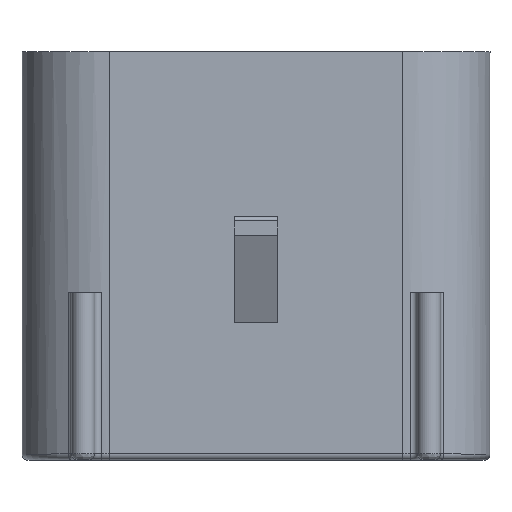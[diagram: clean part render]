
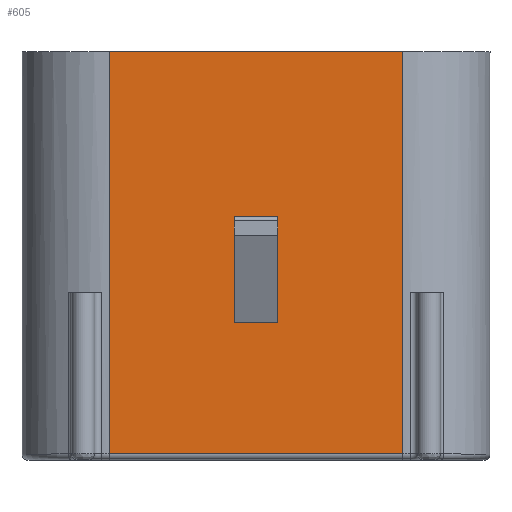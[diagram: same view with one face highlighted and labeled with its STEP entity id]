
A CAD part, top view. The second image highlights one B-rep face of the part: STEP entity #605.
In plain terms, the highlighted planar face has unit normal (0, 0, 1).
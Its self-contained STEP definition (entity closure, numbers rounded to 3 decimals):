
#389=FACE_BOUND('',#1303,.T.);
#390=FACE_BOUND('',#1304,.T.);
#605=ADVANCED_FACE('',(#389,#390),#882,.T.);
#882=PLANE('',#5227);
#1303=EDGE_LOOP('',(#1779,#1780,#1781,#1782));
#1304=EDGE_LOOP('',(#1783,#1784,#1785,#1786));
#1779=ORIENTED_EDGE('',*,*,#3742,.T.);
#1780=ORIENTED_EDGE('',*,*,#3743,.F.);
#1781=ORIENTED_EDGE('',*,*,#3731,.T.);
#1782=ORIENTED_EDGE('',*,*,#3744,.T.);
#1783=ORIENTED_EDGE('',*,*,#3745,.T.);
#1784=ORIENTED_EDGE('',*,*,#3746,.F.);
#1785=ORIENTED_EDGE('',*,*,#3747,.F.);
#1786=ORIENTED_EDGE('',*,*,#3748,.F.);
#3229=VERTEX_POINT('',#7697);
#3230=VERTEX_POINT('',#7698);
#3239=VERTEX_POINT('',#7720);
#3240=VERTEX_POINT('',#7721);
#3241=VERTEX_POINT('',#7725);
#3242=VERTEX_POINT('',#7726);
#3243=VERTEX_POINT('',#7728);
#3244=VERTEX_POINT('',#7730);
#3731=EDGE_CURVE('',#3229,#3230,#4390,.T.);
#3742=EDGE_CURVE('',#3239,#3240,#4397,.T.);
#3743=EDGE_CURVE('',#3229,#3240,#4398,.T.);
#3744=EDGE_CURVE('',#3230,#3239,#4399,.T.);
#3745=EDGE_CURVE('',#3241,#3242,#4400,.T.);
#3746=EDGE_CURVE('',#3243,#3242,#4401,.T.);
#3747=EDGE_CURVE('',#3244,#3243,#4402,.T.);
#3748=EDGE_CURVE('',#3241,#3244,#4403,.T.);
#4390=LINE('',#7696,#4807);
#4397=LINE('',#7719,#4814);
#4398=LINE('',#7722,#4815);
#4399=LINE('',#7723,#4816);
#4400=LINE('',#7724,#4817);
#4401=LINE('',#7727,#4818);
#4402=LINE('',#7729,#4819);
#4403=LINE('',#7731,#4820);
#4807=VECTOR('',#5988,1.);
#4814=VECTOR('',#6007,1.);
#4815=VECTOR('',#6008,1.);
#4816=VECTOR('',#6009,1.);
#4817=VECTOR('',#6010,1.);
#4818=VECTOR('',#6011,1.);
#4819=VECTOR('',#6012,1.);
#4820=VECTOR('',#6013,1.);
#5227=AXIS2_PLACEMENT_3D('',#7732,#6014,#6015);
#5988=DIRECTION('',(-1.,0.,0.));
#6007=DIRECTION('',(1.,0.,0.));
#6008=DIRECTION('',(0.,-1.,0.));
#6009=DIRECTION('',(0.,-1.,0.));
#6010=DIRECTION('',(0.,-1.,0.));
#6011=DIRECTION('',(1.,0.,0.));
#6012=DIRECTION('',(0.,-1.,0.));
#6013=DIRECTION('',(-1.,0.,0.));
#6014=DIRECTION('',(0.,0.,1.));
#6015=DIRECTION('',(0.,-1.,0.));
#7696=CARTESIAN_POINT('',(23.951,22.598,16.889));
#7697=CARTESIAN_POINT('',(26.411,22.598,16.889));
#7698=CARTESIAN_POINT('',(11.331,22.598,16.889));
#7719=CARTESIAN_POINT('',(23.951,1.898,16.889));
#7720=CARTESIAN_POINT('',(11.331,1.898,16.889));
#7721=CARTESIAN_POINT('',(26.411,1.898,16.889));
#7722=CARTESIAN_POINT('',(26.411,22.098,16.889));
#7723=CARTESIAN_POINT('',(11.331,22.098,16.889));
#7724=CARTESIAN_POINT('',(19.996,18.85,16.889));
#7725=CARTESIAN_POINT('',(19.996,13.786,16.889));
#7726=CARTESIAN_POINT('',(19.996,8.647,16.889));
#7727=CARTESIAN_POINT('',(18.871,8.647,16.889));
#7728=CARTESIAN_POINT('',(17.746,8.647,16.889));
#7729=CARTESIAN_POINT('',(17.746,18.85,16.889));
#7730=CARTESIAN_POINT('',(17.746,13.786,16.889));
#7731=CARTESIAN_POINT('',(18.871,13.786,16.889));
#7732=CARTESIAN_POINT('',(23.951,22.098,16.889));
